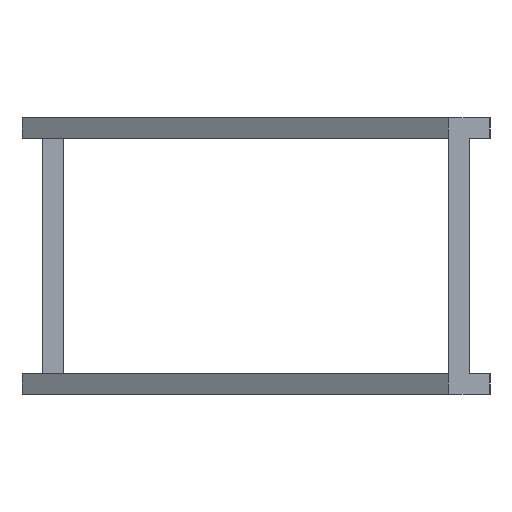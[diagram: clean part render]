
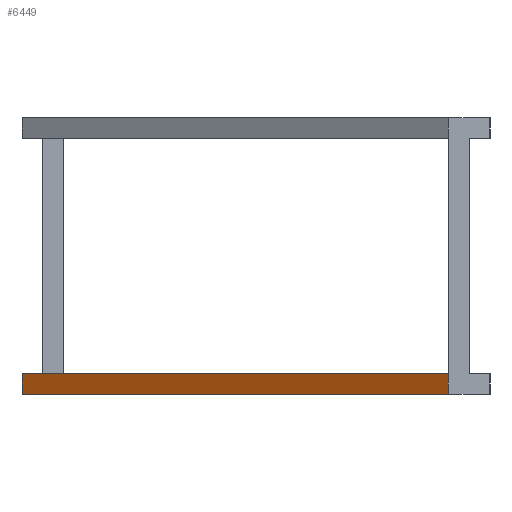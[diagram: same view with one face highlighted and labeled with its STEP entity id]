
A CAD part, left-side view. The second image highlights one B-rep face of the part: STEP entity #6449.
In plain terms, the highlighted planar face has unit normal (-0.835, 0.55, 0).
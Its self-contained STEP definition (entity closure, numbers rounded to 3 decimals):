
#105 = EDGE_CURVE ( 'NONE', #2414, #1300, #6273, .T. ) ;
#394 = VERTEX_POINT ( 'NONE', #3108 ) ;
#540 = EDGE_LOOP ( 'NONE', ( #3431, #5331, #2956, #7253 ) ) ;
#1161 = CARTESIAN_POINT ( 'NONE',  ( 50.297, 135.244, 6. ) ) ;
#1236 = VECTOR ( 'NONE', #6316, 1000. ) ;
#1300 = VERTEX_POINT ( 'NONE', #5962 ) ;
#1421 = CARTESIAN_POINT ( 'NONE',  ( 50.297, 135.244, 0. ) ) ;
#1580 = CARTESIAN_POINT ( 'NONE',  ( 50.297, 135.244, 6. ) ) ;
#1957 = VECTOR ( 'NONE', #7075, 1000. ) ;
#1959 = LINE ( 'NONE', #3121, #7509 ) ;
#2414 = VERTEX_POINT ( 'NONE', #1580 ) ;
#2617 = DIRECTION ( 'NONE',  ( 0., 0., -1. ) ) ;
#2641 = EDGE_CURVE ( 'NONE', #1300, #394, #1959, .T. ) ;
#2956 = ORIENTED_EDGE ( 'NONE', *, *, #105, .F. ) ;
#3108 = CARTESIAN_POINT ( 'NONE',  ( -30.81, 12., 0. ) ) ;
#3121 = CARTESIAN_POINT ( 'NONE',  ( -30.81, 12., 6. ) ) ;
#3274 = CARTESIAN_POINT ( 'NONE',  ( -30.81, 12., 6. ) ) ;
#3431 = ORIENTED_EDGE ( 'NONE', *, *, #4025, .T. ) ;
#3451 = LINE ( 'NONE', #7567, #6912 ) ;
#3496 = DIRECTION ( 'NONE',  ( 0.55, 0.835, 0. ) ) ;
#4025 = EDGE_CURVE ( 'NONE', #5828, #394, #3451, .T. ) ;
#4626 = CARTESIAN_POINT ( 'NONE',  ( -30.81, 12., 6. ) ) ;
#4664 = PLANE ( 'NONE',  #5172 ) ;
#4704 = LINE ( 'NONE', #1161, #1957 ) ;
#5172 = AXIS2_PLACEMENT_3D ( 'NONE', #4626, #6381, #3496 ) ;
#5311 = EDGE_CURVE ( 'NONE', #2414, #5828, #4704, .T. ) ;
#5331 = ORIENTED_EDGE ( 'NONE', *, *, #2641, .F. ) ;
#5824 = DIRECTION ( 'NONE',  ( -0.55, -0.835, 0. ) ) ;
#5828 = VERTEX_POINT ( 'NONE', #1421 ) ;
#5962 = CARTESIAN_POINT ( 'NONE',  ( -30.81, 12., 6. ) ) ;
#6273 = LINE ( 'NONE', #3274, #1236 ) ;
#6316 = DIRECTION ( 'NONE',  ( -0.55, -0.835, 0. ) ) ;
#6381 = DIRECTION ( 'NONE',  ( 0.835, -0.55, 0. ) ) ;
#6449 = ADVANCED_FACE ( 'NONE', ( #7549 ), #4664, .F. ) ;
#6912 = VECTOR ( 'NONE', #5824, 1000. ) ;
#7075 = DIRECTION ( 'NONE',  ( 0., 0., -1. ) ) ;
#7253 = ORIENTED_EDGE ( 'NONE', *, *, #5311, .T. ) ;
#7509 = VECTOR ( 'NONE', #2617, 1000. ) ;
#7549 = FACE_OUTER_BOUND ( 'NONE', #540, .T. ) ;
#7567 = CARTESIAN_POINT ( 'NONE',  ( -30.81, 12., 0. ) ) ;
